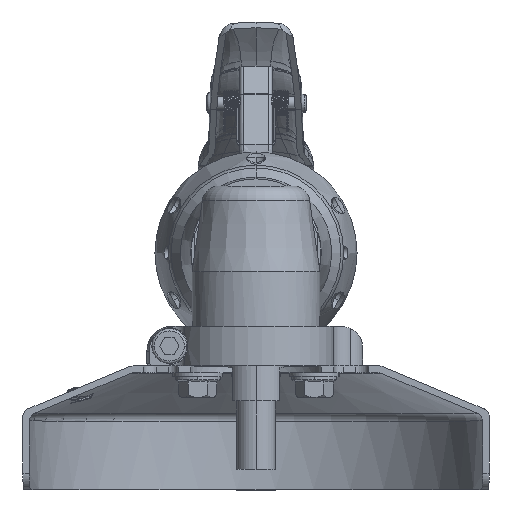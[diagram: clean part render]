
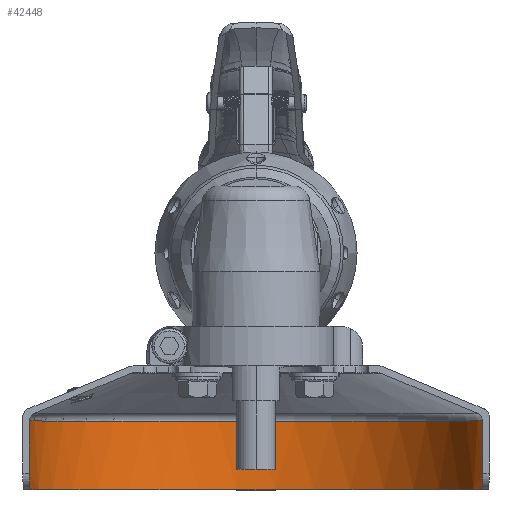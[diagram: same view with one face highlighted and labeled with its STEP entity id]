
A CAD part, top view. The second image highlights one B-rep face of the part: STEP entity #42448.
In plain terms, the highlighted cylindrical face has radius 55 mm (diameter 110 mm), a partial arc.
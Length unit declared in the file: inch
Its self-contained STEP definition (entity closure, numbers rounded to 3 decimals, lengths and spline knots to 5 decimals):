
#10446=DIRECTION('',(0.,1.,0.));
#10447=VECTOR('',#10446,0.49866);
#10448=CARTESIAN_POINT('',(2.16312,-2.11024,
-2.3878));
#10449=LINE('',#10448,#10447);
#10450=CARTESIAN_POINT('',(2.15018,-2.26772,
-2.54528));
#10451=CARTESIAN_POINT('',(2.15063,-2.26772,
-2.54152));
#10452=CARTESIAN_POINT('',(2.1515,-2.26745,
-2.53402));
#10453=CARTESIAN_POINT('',(2.15275,-2.26624,
-2.52279));
#10454=CARTESIAN_POINT('',(2.15392,-2.26424,
-2.51172));
#10455=CARTESIAN_POINT('',(2.15501,-2.26145,
-2.50083));
#10456=CARTESIAN_POINT('',(2.15604,-2.25789,
-2.49013));
#10457=CARTESIAN_POINT('',(2.15698,-2.25358,
-2.47974));
#10458=CARTESIAN_POINT('',(2.15784,-2.24856,
-2.46971));
#10459=CARTESIAN_POINT('',(2.15863,-2.24281,
-2.46003));
#10460=CARTESIAN_POINT('',(2.15934,-2.23639,
-2.45079));
#10461=CARTESIAN_POINT('',(2.15997,-2.22935,
-2.44206));
#10462=CARTESIAN_POINT('',(2.16054,-2.22168,
-2.43382));
#10463=CARTESIAN_POINT('',(2.16103,-2.21344,
-2.42615));
#10464=CARTESIAN_POINT('',(2.16147,-2.20471,
-2.41911));
#10465=CARTESIAN_POINT('',(2.16184,-2.19546,
-2.41269));
#10466=CARTESIAN_POINT('',(2.16216,-2.18578,
-2.40694));
#10467=CARTESIAN_POINT('',(2.16243,-2.17574,
-2.40192));
#10468=CARTESIAN_POINT('',(2.16265,-2.16534,
-2.39761));
#10469=CARTESIAN_POINT('',(2.16282,-2.15464,
-2.39405));
#10470=CARTESIAN_POINT('',(2.16296,-2.14375,
-2.39127));
#10471=CARTESIAN_POINT('',(2.16305,-2.13268,
-2.38927));
#10472=CARTESIAN_POINT('',(2.1631,-2.12147,
-2.38806));
#10473=CARTESIAN_POINT('',(2.16312,-2.11399,
-2.3878));
#10474=CARTESIAN_POINT('',(2.16312,-2.11024,
-2.3878));
#10476=CARTESIAN_POINT('',(-2.16312,-2.11024,
-2.3878));
#10477=CARTESIAN_POINT('',(-2.16312,-2.11399,
-2.3878));
#10478=CARTESIAN_POINT('',(-2.1631,-2.12147,
-2.38806));
#10479=CARTESIAN_POINT('',(-2.16305,-2.13268,
-2.38927));
#10480=CARTESIAN_POINT('',(-2.16296,-2.14375,
-2.39127));
#10481=CARTESIAN_POINT('',(-2.16282,-2.15464,
-2.39405));
#10482=CARTESIAN_POINT('',(-2.16265,-2.16534,
-2.39761));
#10483=CARTESIAN_POINT('',(-2.16243,-2.17574,
-2.40192));
#10484=CARTESIAN_POINT('',(-2.16216,-2.18578,
-2.40694));
#10485=CARTESIAN_POINT('',(-2.16184,-2.19546,
-2.41269));
#10486=CARTESIAN_POINT('',(-2.16147,-2.20471,
-2.41911));
#10487=CARTESIAN_POINT('',(-2.16103,-2.21344,
-2.42615));
#10488=CARTESIAN_POINT('',(-2.16054,-2.22168,
-2.43382));
#10489=CARTESIAN_POINT('',(-2.15997,-2.22935,
-2.44206));
#10490=CARTESIAN_POINT('',(-2.15934,-2.23639,
-2.45079));
#10491=CARTESIAN_POINT('',(-2.15863,-2.24281,
-2.46003));
#10492=CARTESIAN_POINT('',(-2.15784,-2.24856,
-2.46971));
#10493=CARTESIAN_POINT('',(-2.15698,-2.25358,
-2.47974));
#10494=CARTESIAN_POINT('',(-2.15604,-2.25789,
-2.49013));
#10495=CARTESIAN_POINT('',(-2.15501,-2.26145,
-2.50083));
#10496=CARTESIAN_POINT('',(-2.15392,-2.26424,
-2.51172));
#10497=CARTESIAN_POINT('',(-2.15275,-2.26624,
-2.52279));
#10498=CARTESIAN_POINT('',(-2.1515,-2.26745,
-2.53402));
#10499=CARTESIAN_POINT('',(-2.15063,-2.26772,
-2.54152));
#10500=CARTESIAN_POINT('',(-2.15018,-2.26772,
-2.54528));
#10502=DIRECTION('',(0.,1.,0.));
#10503=VECTOR('',#10502,0.49866);
#10504=CARTESIAN_POINT('',(-2.16312,-2.11024,
-2.3878));
#10505=LINE('',#10504,#10503);
#10529=CARTESIAN_POINT('',(0.,-1.61158,-2.28937));
#10530=DIRECTION('',(0.,1.,0.));
#10531=DIRECTION('',(0.999,0.,-0.045));
#10532=AXIS2_PLACEMENT_3D('',#10529,#10530,#10531);
#12380=CARTESIAN_POINT('',(0.,-2.26772,-2.28937));
#12381=DIRECTION('',(0.,-1.,0.));
#12382=DIRECTION('',(-0.993,0.,-0.118));
#12383=AXIS2_PLACEMENT_3D('',#12380,#12381,#12382);
#33299=CARTESIAN_POINT('',(-2.16312,-2.11024,
-2.3878));
#33300=VERTEX_POINT('',#33299);
#33301=VERTEX_POINT('',#10500);
#33302=VERTEX_POINT('',#10450);
#33303=VERTEX_POINT('',#10474);
#33374=CARTESIAN_POINT('',(2.16312,-1.61158,
-2.3878));
#33375=VERTEX_POINT('',#33374);
#33376=CARTESIAN_POINT('',(-2.16312,-1.61158,
-2.3878));
#33377=VERTEX_POINT('',#33376);
#42432=CARTESIAN_POINT('',(0.,-2.32677,-2.28937));
#42433=DIRECTION('',(0.,1.,0.));
#42434=DIRECTION('',(-1.,0.,0.));
#42435=AXIS2_PLACEMENT_3D('',#42432,#42433,#42434);
#42436=CYLINDRICAL_SURFACE('',#42435,2.16535);
#42438=ORIENTED_EDGE('',*,*,#42437,.F.);
#42439=ORIENTED_EDGE('',*,*,#42347,.F.);
#42441=ORIENTED_EDGE('',*,*,#42440,.F.);
#42443=ORIENTED_EDGE('',*,*,#42442,.F.);
#42444=ORIENTED_EDGE('',*,*,#42413,.F.);
#42445=ORIENTED_EDGE('',*,*,#42253,.T.);
#42446=EDGE_LOOP('',(#42438,#42439,#42441,#42443,#42444,#42445));
#42447=FACE_OUTER_BOUND('',#42446,.F.);
#10475=B_SPLINE_CURVE_WITH_KNOTS('',3,(#10450,#10451,#10452,#10453,#10454,
#10455,#10456,#10457,#10458,#10459,#10460,#10461,#10462,#10463,#10464,#10465,
#10466,#10467,#10468,#10469,#10470,#10471,#10472,#10473,#10474),.UNSPECIFIED.,
.F.,.F.,(4,1,1,1,1,1,1,1,1,1,1,1,1,1,1,1,1,1,1,1,1,1,4),(0.,0.04545,
0.09091,0.13636,0.18182,0.22727,
0.27273,0.31818,0.36364,0.40909,
0.45455,0.5,0.54545,0.59091,0.63636,
0.68182,0.72727,0.77273,0.81818,
0.86364,0.90909,0.95455,1.),.UNSPECIFIED.);
#10501=B_SPLINE_CURVE_WITH_KNOTS('',3,(#10476,#10477,#10478,#10479,#10480,
#10481,#10482,#10483,#10484,#10485,#10486,#10487,#10488,#10489,#10490,#10491,
#10492,#10493,#10494,#10495,#10496,#10497,#10498,#10499,#10500),.UNSPECIFIED.,
.F.,.F.,(4,1,1,1,1,1,1,1,1,1,1,1,1,1,1,1,1,1,1,1,1,1,4),(0.,0.04545,
0.09091,0.13636,0.18182,0.22727,
0.27273,0.31818,0.36364,0.40909,
0.45455,0.5,0.54545,0.59091,0.63636,
0.68182,0.72727,0.77273,0.81818,
0.86364,0.90909,0.95455,1.),.UNSPECIFIED.);
#10533=CIRCLE('',#10532,2.16535);
#12384=CIRCLE('',#12383,2.16535);
#42253=EDGE_CURVE('',#33300,#33377,#10505,.T.);
#42347=EDGE_CURVE('',#33303,#33375,#10449,.T.);
#42413=EDGE_CURVE('',#33300,#33301,#10501,.T.);
#42437=EDGE_CURVE('',#33375,#33377,#10533,.T.);
#42440=EDGE_CURVE('',#33302,#33303,#10475,.T.);
#42442=EDGE_CURVE('',#33301,#33302,#12384,.T.);
#42448=ADVANCED_FACE('',(#42447),#42436,.F.);
